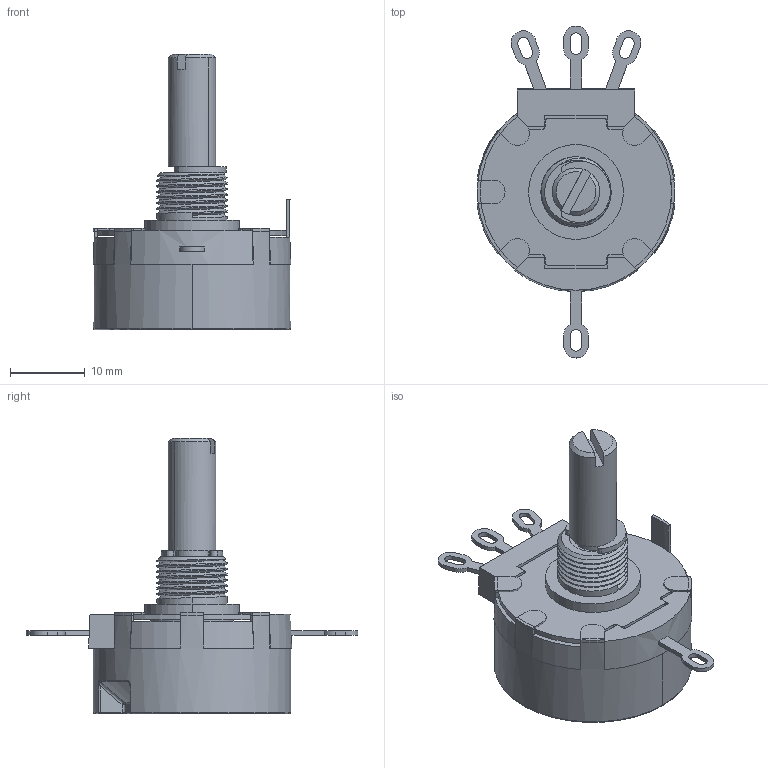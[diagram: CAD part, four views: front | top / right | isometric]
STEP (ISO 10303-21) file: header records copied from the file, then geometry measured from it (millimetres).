
FILE_DESCRIPTION((''),'2;1');
FILE_NAME('P271-DS21BR10K','2018-08-23T',('ro0015'),(''),'PRO/ENGINEER BY PARAMETRIC TECHNOLOGY CORPORATION, 2012480','PRO/ENGINEER BY PARAMETRIC TECHNOLOGY CORPORATION, 2012480','');
FILE_SCHEMA(('CONFIG_CONTROL_DESIGN'));
Length unit declared in the file: millimetre
Products named in the file (1): P271-DS21BR10K
Bounding box: 26.51 x 44.45 x 36.9 mm (x, y, z)
Volume: 4123.4 mm3; surface area: 6670.9 mm2
Topology: 1 solids, 7 shells, 352 faces, 921 edges, 601 vertices
Faces by surface type: plane 189, cylinder 121, cone 15, torus 11, bspline 10, sphere 6
Entity records: 16827 total; most frequent: CARTESIAN_POINT 4954, DIRECTION 1880, ORIENTED_EDGE 1842, EDGE_CURVE 921, AXIS2_PLACEMENT_3D 681, VERTEX_POINT 601, VECTOR 518, LINE 518
